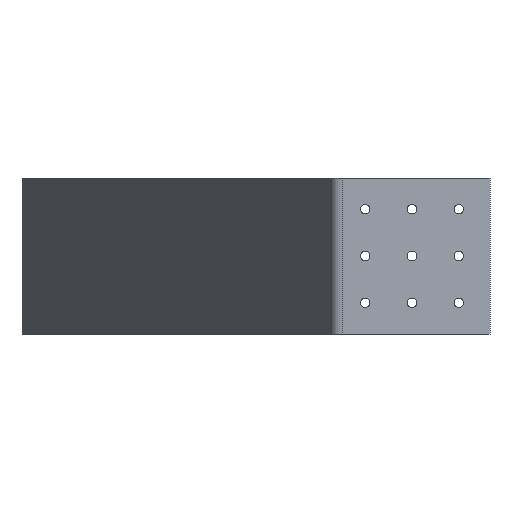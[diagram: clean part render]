
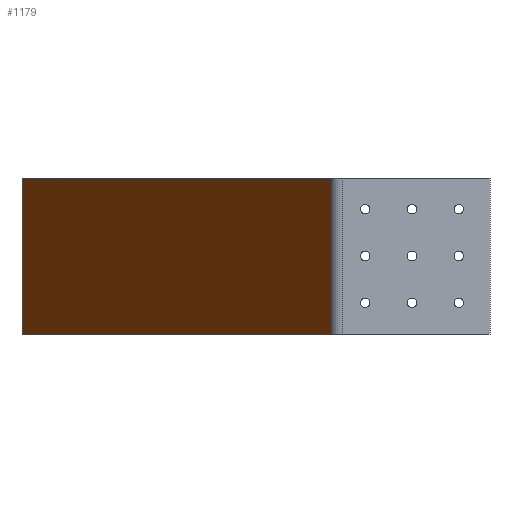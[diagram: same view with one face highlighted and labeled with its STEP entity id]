
A CAD part, front view. The second image highlights one B-rep face of the part: STEP entity #1179.
In plain terms, the highlighted planar face has unit normal (-0.928, -0.371, 0).
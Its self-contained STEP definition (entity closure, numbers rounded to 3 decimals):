
#31 = VECTOR ( 'NONE', #1028, 1000. ) ;
#142 = CARTESIAN_POINT ( 'NONE',  ( -100., 250., 50. ) ) ;
#152 = VECTOR ( 'NONE', #1310, 1000. ) ;
#196 = CARTESIAN_POINT ( 'NONE',  ( -99.714, 249.285, 50. ) ) ;
#244 = LINE ( 'NONE', #879, #2241 ) ;
#363 = VERTEX_POINT ( 'NONE', #1457 ) ;
#462 = ORIENTED_EDGE ( 'NONE', *, *, #1643, .F. ) ;
#550 = EDGE_CURVE ( 'NONE', #2243, #1902, #1696, .T. ) ;
#571 = DIRECTION ( 'NONE',  ( 0., 0., -1. ) ) ;
#689 = EDGE_LOOP ( 'NONE', ( #462, #982, #1135, #731 ) ) ;
#731 = ORIENTED_EDGE ( 'NONE', *, *, #1428, .T. ) ;
#734 = LINE ( 'NONE', #1749, #2173 ) ;
#737 = FACE_OUTER_BOUND ( 'NONE', #689, .T. ) ;
#879 = CARTESIAN_POINT ( 'NONE',  ( -100., 250., 50. ) ) ;
#982 = ORIENTED_EDGE ( 'NONE', *, *, #550, .F. ) ;
#1028 = DIRECTION ( 'NONE',  ( -0.371, 0.928, 0. ) ) ;
#1116 = CARTESIAN_POINT ( 'NONE',  ( -1.006, 2.514, 50. ) ) ;
#1124 = DIRECTION ( 'NONE',  ( 0.371, -0.928, 0. ) ) ;
#1135 = ORIENTED_EDGE ( 'NONE', *, *, #1137, .T. ) ;
#1137 = EDGE_CURVE ( 'NONE', #2243, #1923, #244, .T. ) ;
#1179 = ADVANCED_FACE ( 'NONE', ( #737 ), #1646, .T. ) ;
#1310 = DIRECTION ( 'NONE',  ( 0., 0., -1. ) ) ;
#1382 = LINE ( 'NONE', #2394, #31 ) ;
#1428 = EDGE_CURVE ( 'NONE', #1923, #363, #734, .T. ) ;
#1457 = CARTESIAN_POINT ( 'NONE',  ( -99.714, 249.285, 0. ) ) ;
#1557 = CARTESIAN_POINT ( 'NONE',  ( -1.006, 2.514, 0. ) ) ;
#1643 = EDGE_CURVE ( 'NONE', #1902, #363, #1382, .T. ) ;
#1646 = PLANE ( 'NONE',  #2134 ) ;
#1696 = LINE ( 'NONE', #1116, #152 ) ;
#1749 = CARTESIAN_POINT ( 'NONE',  ( -99.714, 249.285, 50. ) ) ;
#1889 = DIRECTION ( 'NONE',  ( -0.928, -0.371, 0. ) ) ;
#1902 = VERTEX_POINT ( 'NONE', #1557 ) ;
#1923 = VERTEX_POINT ( 'NONE', #196 ) ;
#2048 = CARTESIAN_POINT ( 'NONE',  ( -1.006, 2.514, 50. ) ) ;
#2134 = AXIS2_PLACEMENT_3D ( 'NONE', #142, #1889, #1124 ) ;
#2173 = VECTOR ( 'NONE', #571, 1000. ) ;
#2241 = VECTOR ( 'NONE', #2252, 1000. ) ;
#2243 = VERTEX_POINT ( 'NONE', #2048 ) ;
#2252 = DIRECTION ( 'NONE',  ( -0.371, 0.928, 0. ) ) ;
#2394 = CARTESIAN_POINT ( 'NONE',  ( -100., 250., 0. ) ) ;
